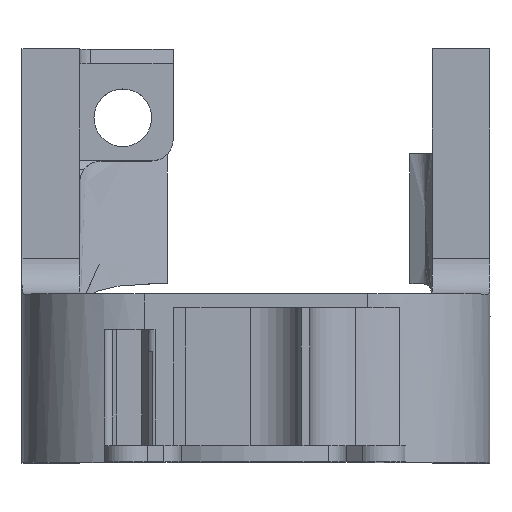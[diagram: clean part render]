
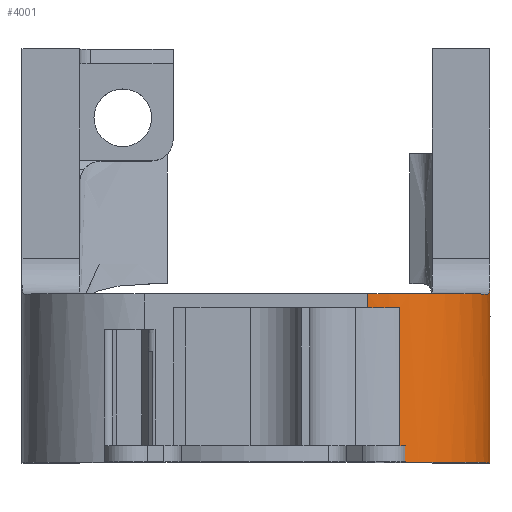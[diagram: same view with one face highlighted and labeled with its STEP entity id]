
A CAD part, top view. The second image highlights one B-rep face of the part: STEP entity #4001.
In plain terms, the highlighted cylindrical face has radius 17 mm (diameter 34 mm), a partial arc.
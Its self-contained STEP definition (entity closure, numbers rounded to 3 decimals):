
#26=B_SPLINE_CURVE_WITH_KNOTS('',3,(#5771,#5772,#5773,#5774,#5775,#5776),
 .UNSPECIFIED.,.F.,.F.,(4,2,4),(2.314,2.503,2.681),
 .UNSPECIFIED.);
#376=FACE_OUTER_BOUND('',#600,.T.);
#600=EDGE_LOOP('',(#3610,#3611,#3612,#3613,#3614,#3615,#3616,#3617));
#973=LINE('',#7002,#1368);
#978=LINE('',#7013,#1373);
#1002=LINE('',#7068,#1397);
#1004=LINE('',#7073,#1399);
#1368=VECTOR('',#5336,10.);
#1373=VECTOR('',#5351,10.);
#1397=VECTOR('',#5417,10.);
#1399=VECTOR('',#5425,10.);
#1449=CIRCLE('',#4108,17.);
#1476=CIRCLE('',#4172,17.);
#1566=CIRCLE('',#4361,17.);
#1666=VERTEX_POINT('',#5763);
#1669=VERTEX_POINT('',#5769);
#1671=VERTEX_POINT('',#5780);
#1739=VERTEX_POINT('',#5985);
#1740=VERTEX_POINT('',#5987);
#1896=VERTEX_POINT('',#6806);
#1948=VERTEX_POINT('',#7000);
#1959=VERTEX_POINT('',#7067);
#2095=EDGE_CURVE('',#1666,#1669,#26,.F.);
#2098=EDGE_CURVE('',#1669,#1671,#1449,.T.);
#2198=EDGE_CURVE('',#1739,#1740,#1476,.T.);
#2501=EDGE_CURVE('',#1671,#1948,#973,.T.);
#2507=EDGE_CURVE('',#1896,#1740,#978,.T.);
#2535=EDGE_CURVE('',#1959,#1896,#1002,.T.);
#2537=EDGE_CURVE('',#1948,#1959,#1566,.T.);
#2538=EDGE_CURVE('',#1666,#1739,#1004,.T.);
#3610=ORIENTED_EDGE('',*,*,#2507,.T.);
#3611=ORIENTED_EDGE('',*,*,#2198,.F.);
#3612=ORIENTED_EDGE('',*,*,#2538,.F.);
#3613=ORIENTED_EDGE('',*,*,#2095,.T.);
#3614=ORIENTED_EDGE('',*,*,#2098,.T.);
#3615=ORIENTED_EDGE('',*,*,#2501,.T.);
#3616=ORIENTED_EDGE('',*,*,#2537,.T.);
#3617=ORIENTED_EDGE('',*,*,#2535,.T.);
#3810=CYLINDRICAL_SURFACE('',#4362,17.);
#4001=ADVANCED_FACE('',(#376),#3810,.T.);
#4108=AXIS2_PLACEMENT_3D('',#5782,#4626,#4627);
#4172=AXIS2_PLACEMENT_3D('',#5988,#4827,#4828);
#4361=AXIS2_PLACEMENT_3D('',#7071,#5421,#5422);
#4362=AXIS2_PLACEMENT_3D('',#7072,#5423,#5424);
#4626=DIRECTION('center_axis',(0.,-1.,0.));
#4627=DIRECTION('ref_axis',(0.707,0.,0.707));
#4827=DIRECTION('center_axis',(0.,-1.,0.));
#4828=DIRECTION('ref_axis',(0.707,0.,0.707));
#5336=DIRECTION('',(0.,-1.,0.));
#5351=DIRECTION('',(0.,-1.,0.));
#5417=DIRECTION('',(0.,-1.,0.));
#5421=DIRECTION('center_axis',(0.,1.,0.));
#5422=DIRECTION('ref_axis',(0.707,0.,0.707));
#5423=DIRECTION('center_axis',(0.,-1.,0.));
#5424=DIRECTION('ref_axis',(0.707,0.,0.707));
#5425=DIRECTION('',(0.,-1.,0.));
#5763=CARTESIAN_POINT('',(32.5,-52.669,19.3));
#5769=CARTESIAN_POINT('',(32.146,-54.05,22.75));
#5771=CARTESIAN_POINT('Ctrl Pts',(32.146,-54.05,22.75));
#5772=CARTESIAN_POINT('Ctrl Pts',(32.274,-54.05,22.132));
#5773=CARTESIAN_POINT('Ctrl Pts',(32.373,-53.928,21.466));
#5774=CARTESIAN_POINT('Ctrl Pts',(32.482,-53.436,20.27));
#5775=CARTESIAN_POINT('Ctrl Pts',(32.5,-53.082,19.733));
#5776=CARTESIAN_POINT('Ctrl Pts',(32.5,-52.669,19.3));
#5780=CARTESIAN_POINT('',(15.5,-54.05,36.3));
#5782=CARTESIAN_POINT('Origin',(15.5,-54.05,19.3));
#5985=CARTESIAN_POINT('',(32.5,-77.45,19.3));
#5987=CARTESIAN_POINT('',(20.,-77.45,35.694));
#5988=CARTESIAN_POINT('Origin',(15.5,-77.45,19.3));
#6806=CARTESIAN_POINT('',(20.,-75.2,35.694));
#7000=CARTESIAN_POINT('',(15.5,-56.,36.3));
#7002=CARTESIAN_POINT('',(15.5,-54.05,36.3));
#7013=CARTESIAN_POINT('',(20.,-76.95,35.694));
#7067=CARTESIAN_POINT('',(20.,-56.,35.694));
#7068=CARTESIAN_POINT('',(20.,-54.05,35.694));
#7071=CARTESIAN_POINT('Origin',(15.5,-56.,19.3));
#7072=CARTESIAN_POINT('Origin',(15.5,-54.05,19.3));
#7073=CARTESIAN_POINT('',(32.5,-76.95,19.3));
